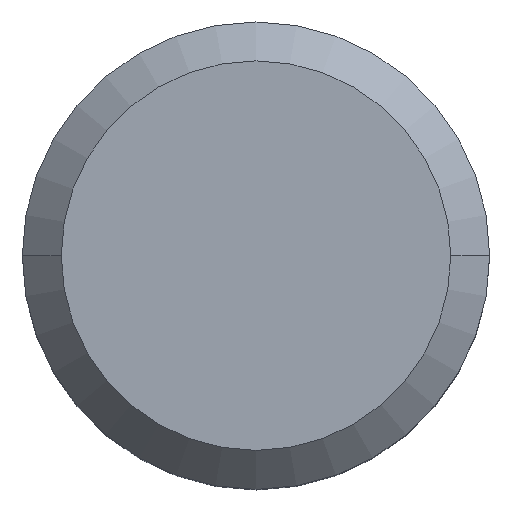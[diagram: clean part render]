
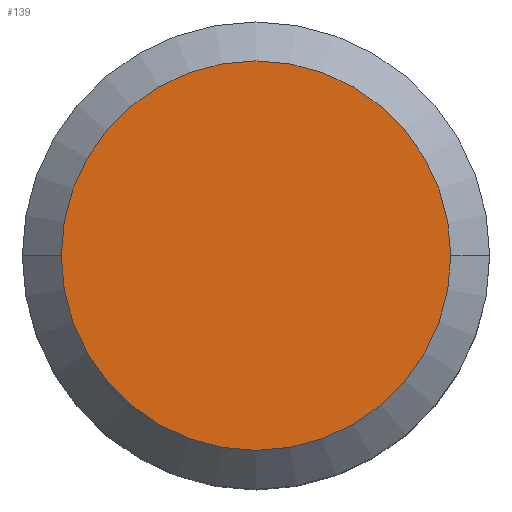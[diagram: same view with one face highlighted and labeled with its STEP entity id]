
A CAD part, top view. The second image highlights one B-rep face of the part: STEP entity #139.
In plain terms, the highlighted planar face has unit normal (0, 0, 1).
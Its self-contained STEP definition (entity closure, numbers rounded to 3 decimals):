
#93=VERTEX_POINT('',#201);
#95=VERTEX_POINT('',#203);
#97=EDGE_CURVE('',#95,#93,#205,.T.);
#117=EDGE_CURVE('',#93,#95,#226,.T.);
#139=ADVANCED_FACE('',(#252),#253,.T.);
#201=CARTESIAN_POINT('',(-2.5,0.0,5.0));
#203=CARTESIAN_POINT('',(2.5,0.,5.0));
#205=CIRCLE('',#317,2.5);
#226=CIRCLE('',#347,2.5);
#252=FACE_OUTER_BOUND('',#380,.T.);
#253=PLANE('',#381);
#317=AXIS2_PLACEMENT_3D('',#439,#440,#441);
#347=AXIS2_PLACEMENT_3D('',#464,#465,#466);
#380=EDGE_LOOP('',(#511,#512));
#381=AXIS2_PLACEMENT_3D('',#513,#514,#515);
#439=CARTESIAN_POINT('',(0.0,0.,5.0));
#440=DIRECTION('',(0.0,0.,-1.0));
#441=DIRECTION('',(1.0,0.0,0.0));
#464=CARTESIAN_POINT('',(0.0,0.,5.0));
#465=DIRECTION('',(0.0,0.,-1.0));
#466=DIRECTION('',(1.0,0.0,0.0));
#511=ORIENTED_EDGE('',*,*,#97,.F.);
#512=ORIENTED_EDGE('',*,*,#117,.F.);
#513=CARTESIAN_POINT('',(1.25,0.,5.0));
#514=DIRECTION('',(0.0,0.,1.0));
#515=DIRECTION('',(-1.0,0.0,0.0));
